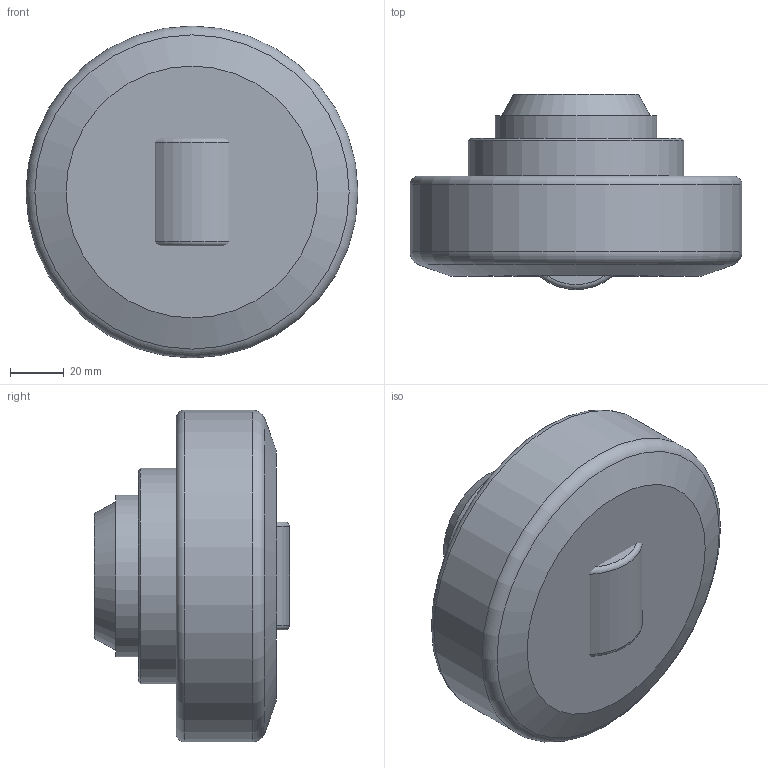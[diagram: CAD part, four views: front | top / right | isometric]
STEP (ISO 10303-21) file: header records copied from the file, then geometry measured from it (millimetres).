
FILE_DESCRIPTION(/* description */ (''),/* implementation_level */ '2;1');
FILE_NAME(/* name */ '4-062 v9.step',/* time_stamp */ '2020-02-24T10:51:27+00:00',/* author */ (''),/* organization */ (''),/* preprocessor_version */ 'ST-DEVELOPER v18',/* originating_system */ 'Autodesk Translation Framework v8.6.0.1094',/* authorisation */ '');
FILE_SCHEMA (('AUTOMOTIVE_DESIGN { 1 0 10303 214 3 1 1 }'));
Length unit declared in the file: millimetre
Products named in the file (3): 4-062; Component1; Component2
Assembly tree (2 placements, depth 2):
  4-062
    Component1
    Component2
Bounding box: 123 x 72.3 x 123 mm (x, y, z)
Volume: 589024 mm3; surface area: 49019.7 mm2
Topology: 2 solids, 2 shells, 18 faces, 45 edges, 34 vertices
Faces by surface type: plane 7, torus 4, cylinder 4, cone 3
Full cylindrical faces by diameter (mm): 42 x1, 60 x1, 80 x1, 123 x1
Entity records: 668 total; most frequent: DIRECTION 129, CARTESIAN_POINT 102, ORIENTED_EDGE 90, AXIS2_PLACEMENT_3D 61, EDGE_CURVE 45, CIRCLE 38, VERTEX_POINT 34, EDGE_LOOP 21
